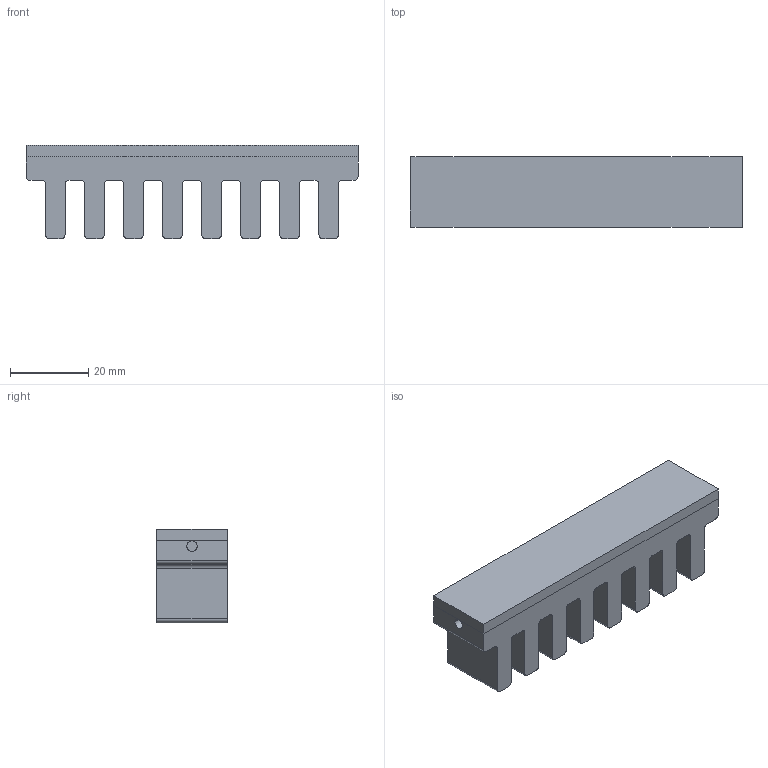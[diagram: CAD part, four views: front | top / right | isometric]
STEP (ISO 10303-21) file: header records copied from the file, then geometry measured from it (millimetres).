
FILE_DESCRIPTION(/* description */ (''),/* implementation_level */ '2;1');
FILE_NAME(/* name */ 'Dedo_.step',/* time_stamp */ '2025-10-14T19:28:10-03:00',/* author */ (''),/* organization */ (''),/* preprocessor_version */ 'ST-DEVELOPER v20.1',/* originating_system */ 'Autodesk Translation Framework v14.17.0.0',/* authorisation */ '');
FILE_SCHEMA (('AUTOMOTIVE_DESIGN { 1 0 10303 214 3 1 1 }'));
Length unit declared in the file: millimetre
Products named in the file (2): Tapa; Dedo
Assembly tree (1 placements, depth 2):
  Tapa
    Dedo
Bounding box: 85 x 18 x 24 mm (x, y, z)
Volume: 20583.3 mm3; surface area: 16423.8 mm2
Topology: 2 solids, 2 shells, 319 faces, 789 edges, 472 vertices
Faces by surface type: cylinder 148, plane 111, sphere 32, torus 28
Entity records: 9486 total; most frequent: CARTESIAN_POINT 1762, DIRECTION 1691, ORIENTED_EDGE 1578, EDGE_CURVE 789, AXIS2_PLACEMENT_3D 614, VERTEX_POINT 472, LINE 463, VECTOR 463
